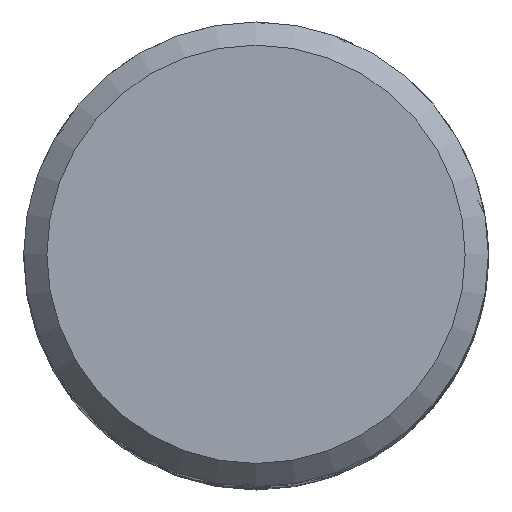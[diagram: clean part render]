
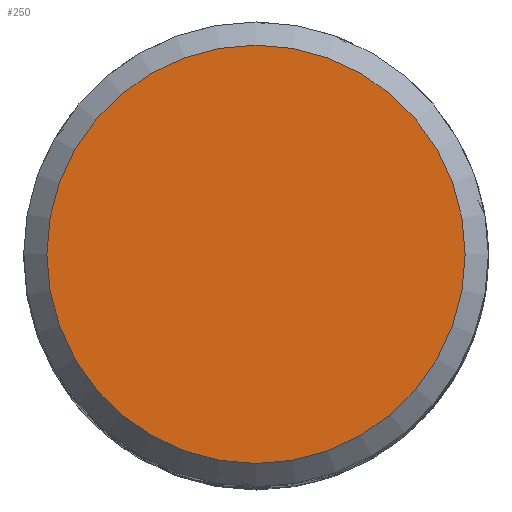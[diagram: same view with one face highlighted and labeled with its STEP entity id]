
A CAD part, top view. The second image highlights one B-rep face of the part: STEP entity #250.
In plain terms, the highlighted planar face has unit normal (0, 0, 1).
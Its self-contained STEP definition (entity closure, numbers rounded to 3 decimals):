
#210 = VERTEX_POINT('', #211);
#211 = CARTESIAN_POINT('', (-4.5, 0., 0.));
#217 = EDGE_CURVE('', #210, #210, #218, .T.);
#218 = CIRCLE('', #219, 4.5);
#219 = AXIS2_PLACEMENT_3D('', #220, #221, #222);
#220 = CARTESIAN_POINT('', (0., 0., 0.));
#221 = DIRECTION('', (0., 0., -1.));
#222 = DIRECTION('', (-1., 0., 0.));
#250 = ADVANCED_FACE('', (#251), #254, .T.);
#251 = FACE_OUTER_BOUND('', #252, .T.);
#252 = EDGE_LOOP('', (#253));
#253 = ORIENTED_EDGE('', *, *, #217, .F.);
#254 = PLANE('', #255);
#255 = AXIS2_PLACEMENT_3D('', #256, #257, #258);
#256 = CARTESIAN_POINT('', (7., -7., 0.));
#257 = DIRECTION('', (0., 0., 1.));
#258 = DIRECTION('', (0., 1., 0.));
